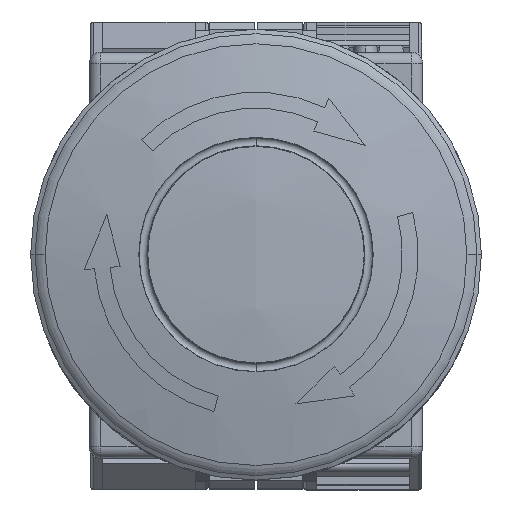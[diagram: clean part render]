
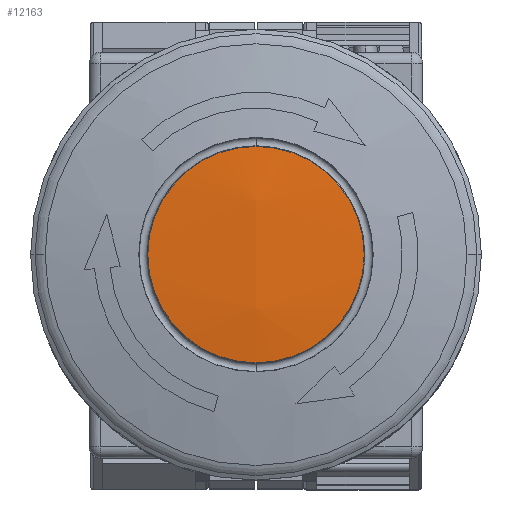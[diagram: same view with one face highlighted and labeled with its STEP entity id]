
A CAD part, top view. The second image highlights one B-rep face of the part: STEP entity #12163.
In plain terms, the highlighted spherical face has radius 80 mm.
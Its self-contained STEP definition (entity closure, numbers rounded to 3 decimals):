
#273 = AXIS2_PLACEMENT_3D ( 'NONE', #607, #29595, #26290 ) ;
#607 = CARTESIAN_POINT ( 'NONE',  ( 0., 0., -31.9 ) ) ;
#2787 = SPHERICAL_SURFACE ( 'NONE', #273, 80. ) ;
#5041 = EDGE_LOOP ( 'NONE', ( #25355, #26905 ) ) ;
#7377 = VERTEX_POINT ( 'NONE', #22796 ) ;
#10777 = DIRECTION ( 'NONE',  ( -1., 0., 0. ) ) ;
#12163 = ADVANCED_FACE ( 'NONE', ( #31727 ), #2787, .T. ) ;
#14070 = DIRECTION ( 'NONE',  ( 0., 0., -1. ) ) ;
#16597 = VERTEX_POINT ( 'NONE', #17740 ) ;
#16765 = EDGE_CURVE ( 'NONE', #7377, #16597, #21697, .T. ) ;
#17359 = CARTESIAN_POINT ( 'NONE',  ( 0., 0., 47.522 ) ) ;
#17740 = CARTESIAN_POINT ( 'NONE',  ( -9.603, 0., 47.522 ) ) ;
#18802 = EDGE_CURVE ( 'NONE', #16597, #7377, #19562, .T. ) ;
#19562 = CIRCLE ( 'NONE', #28873, 9.603 ) ;
#21024 = DIRECTION ( 'NONE',  ( -1., 0., 0. ) ) ;
#21697 = CIRCLE ( 'NONE', #28314, 9.603 ) ;
#22796 = CARTESIAN_POINT ( 'NONE',  ( 9.603, 0., 47.522 ) ) ;
#24336 = DIRECTION ( 'NONE',  ( 0., 0., -1. ) ) ;
#25355 = ORIENTED_EDGE ( 'NONE', *, *, #18802, .F. ) ;
#26290 = DIRECTION ( 'NONE',  ( 0.122, 0., 0.993 ) ) ;
#26905 = ORIENTED_EDGE ( 'NONE', *, *, #16765, .F. ) ;
#27624 = CARTESIAN_POINT ( 'NONE',  ( 0., 0., 47.522 ) ) ;
#28314 = AXIS2_PLACEMENT_3D ( 'NONE', #17359, #14070, #10777 ) ;
#28873 = AXIS2_PLACEMENT_3D ( 'NONE', #27624, #24336, #21024 ) ;
#29595 = DIRECTION ( 'NONE',  ( -0.993, 0., 0.122 ) ) ;
#31727 = FACE_OUTER_BOUND ( 'NONE', #5041, .T. ) ;
